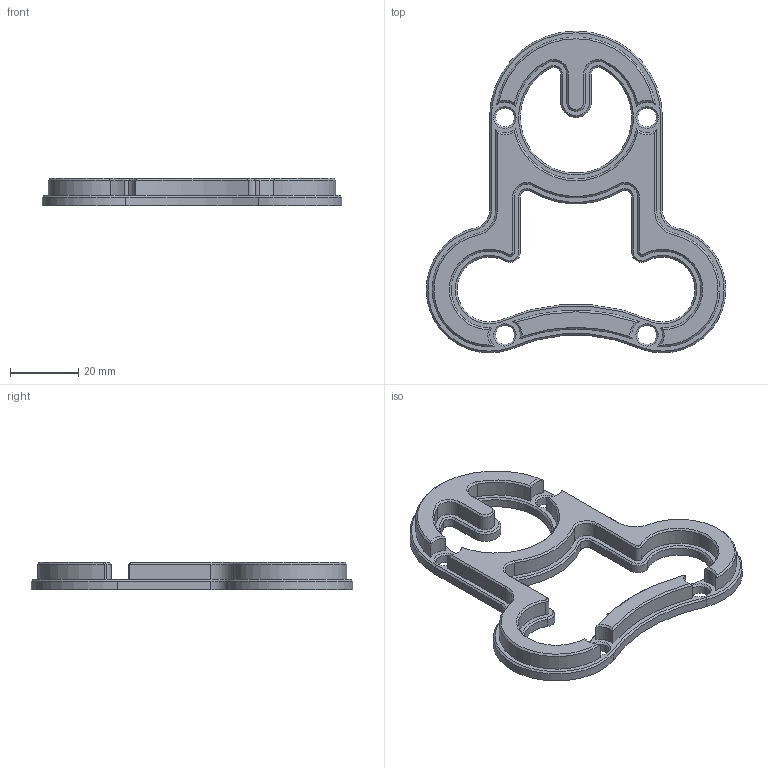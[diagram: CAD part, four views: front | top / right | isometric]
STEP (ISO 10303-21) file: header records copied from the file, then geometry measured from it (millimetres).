
FILE_DESCRIPTION(/* description */ (''),/* implementation_level */ '2;1');
FILE_NAME(/* name */ 'dicksink.step',/* time_stamp */ '2023-01-14T22:42:11+11:00',/* author */ (''),/* organization */ (''),/* preprocessor_version */ 'ST-DEVELOPER v19.2',/* originating_system */ 'Autodesk Translation Framework v11.17.0.187',/* authorisation */ '');
FILE_SCHEMA (('AUTOMOTIVE_DESIGN { 1 0 10303 214 3 1 1 }'));
Length unit declared in the file: millimetre
Products named in the file (1): (Unsaved)
Bounding box: 87.49 x 93.99 x 8 mm (x, y, z)
Volume: 17742.2 mm3; surface area: 10900.3 mm2
Topology: 1 solids, 1 shells, 129 faces, 313 edges, 189 vertices
Faces by surface type: cone 50, cylinder 50, plane 29
Full cylindrical faces by diameter (mm): 5.5 x4
Entity records: 3851 total; most frequent: DIRECTION 706, CARTESIAN_POINT 698, ORIENTED_EDGE 626, EDGE_CURVE 313, AXIS2_PLACEMENT_3D 283, VERTEX_POINT 189, CIRCLE 153, EDGE_LOOP 144
